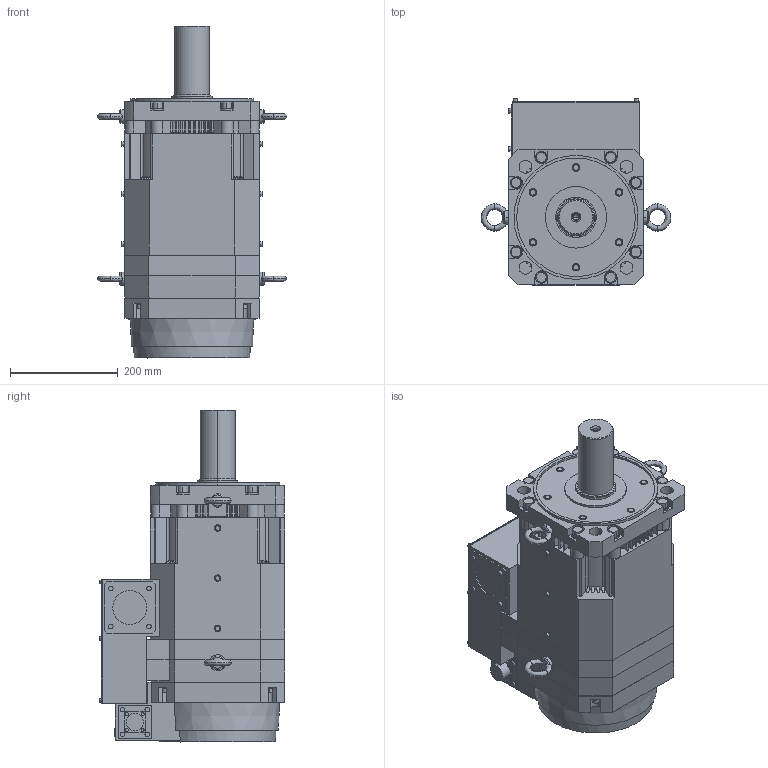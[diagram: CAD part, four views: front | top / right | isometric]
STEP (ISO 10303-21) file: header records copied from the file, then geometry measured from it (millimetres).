
FILE_DESCRIPTION((''),'2;1');
FILE_NAME('HG-JR_ASM0000000000','2012-11-12T',('TT29007'),(''),'PRO/ENGINEER BY PARAMETRIC TECHNOLOGY CORPORATION, 2009400','PRO/ENGINEER BY PARAMETRIC TECHNOLOGY CORPORATION, 2009400','');
FILE_SCHEMA(('CONFIG_CONTROL_DESIGN'));
Length unit declared in the file: millimetre
Products named in the file (1): HG-JR_ASM0000000000
Bounding box: 351.95 x 345 x 616 mm (x, y, z)
Volume: 32227734.6 mm3; surface area: 849918.8 mm2
Topology: 1 solids, 2 shells, 803 faces, 2043 edges, 1332 vertices
Faces by surface type: plane 436, cylinder 292, cone 35, torus 22, bspline 16, sphere 2
Entity records: 27569 total; most frequent: CARTESIAN_POINT 7695, DIRECTION 4229, ORIENTED_EDGE 4074, EDGE_CURVE 2039, AXIS2_PLACEMENT_3D 1540, VERTEX_POINT 1332, VECTOR 1149, LINE 1149
